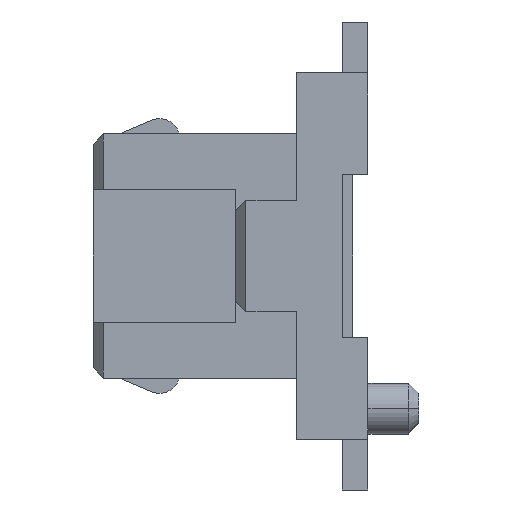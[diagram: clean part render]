
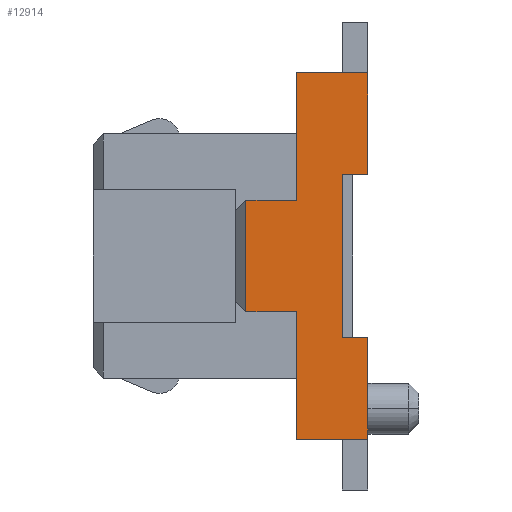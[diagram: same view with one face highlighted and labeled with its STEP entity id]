
A CAD part, left-side view. The second image highlights one B-rep face of the part: STEP entity #12914.
In plain terms, the highlighted planar face has unit normal (-1, 0, 0).
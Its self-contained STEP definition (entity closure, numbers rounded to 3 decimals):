
#272=DIRECTION('',(0.,0.,1.));
#273=VECTOR('',#272,0.3);
#274=CARTESIAN_POINT('',(-4.8,0.,-1.8));
#275=LINE('82880',#274,#273);
#286=DIRECTION('',(0.,0.,1.));
#287=VECTOR('',#286,0.7);
#288=CARTESIAN_POINT('',(-4.8,0.,-1.5));
#289=LINE('82997',#288,#287);
#294=DIRECTION('',(0.,0.,1.));
#295=VECTOR('',#294,1.);
#296=CARTESIAN_POINT('',(-4.8,0.,0.8));
#297=LINE('82998',#296,#295);
#2782=DIRECTION('',(0.,1.,0.));
#2783=VECTOR('',#2782,0.7);
#2784=CARTESIAN_POINT('',(-4.8,0.,1.8));
#2785=LINE('158',#2784,#2783);
#3146=DIRECTION('',(0.,0.,1.));
#3147=VECTOR('',#3146,1.6);
#3148=CARTESIAN_POINT('',(-4.8,0.25,-0.8));
#3149=LINE('82973',#3148,#3147);
#3150=DIRECTION('',(0.,1.,0.));
#3151=VECTOR('',#3150,0.25);
#3152=CARTESIAN_POINT('',(-4.8,0.,-0.8));
#3153=LINE('82974',#3152,#3151);
#3154=DIRECTION('',(0.,1.,0.));
#3155=VECTOR('',#3154,0.7);
#3156=CARTESIAN_POINT('',(-4.8,0.,-1.8));
#3157=LINE('157',#3156,#3155);
#3158=DIRECTION('',(0.,0.,1.));
#3159=VECTOR('',#3158,1.25);
#3160=CARTESIAN_POINT('',(-4.8,0.7,-1.8));
#3161=LINE('145',#3160,#3159);
#3162=DIRECTION('',(0.,-1.,0.));
#3163=VECTOR('',#3162,0.5);
#3164=CARTESIAN_POINT('',(-4.8,1.2,-0.55));
#3165=LINE('816',#3164,#3163);
#3166=DIRECTION('',(0.,0.,-1.));
#3167=VECTOR('',#3166,1.1);
#3168=CARTESIAN_POINT('',(-4.8,1.2,0.55));
#3169=LINE('793',#3168,#3167);
#3170=DIRECTION('',(0.,-1.,0.));
#3171=VECTOR('',#3170,0.5);
#3172=CARTESIAN_POINT('',(-4.8,1.2,0.55));
#3173=LINE('817',#3172,#3171);
#3174=DIRECTION('',(0.,0.,1.));
#3175=VECTOR('',#3174,1.25);
#3176=CARTESIAN_POINT('',(-4.8,0.7,0.55));
#3177=LINE('146',#3176,#3175);
#3178=DIRECTION('',(0.,1.,0.));
#3179=VECTOR('',#3178,0.25);
#3180=CARTESIAN_POINT('',(-4.8,0.,0.8));
#3181=LINE('82975',#3180,#3179);
#8050=CARTESIAN_POINT('',(-4.8,0.7,-1.8));
#8051=CARTESIAN_POINT('',(-4.8,0.7,-0.55));
#8052=VERTEX_POINT('',#8050);
#8053=VERTEX_POINT('',#8051);
#8054=CARTESIAN_POINT('',(-4.8,0.7,0.55));
#8055=CARTESIAN_POINT('',(-4.8,0.7,1.8));
#8056=VERTEX_POINT('',#8054);
#8057=VERTEX_POINT('',#8055);
#8066=CARTESIAN_POINT('',(-4.8,0.,-1.8));
#8067=VERTEX_POINT('',#8066);
#8068=CARTESIAN_POINT('',(-4.8,0.,1.8));
#8069=VERTEX_POINT('',#8068);
#8267=CARTESIAN_POINT('',(-4.8,1.2,0.55));
#8269=VERTEX_POINT('',#8267);
#8276=CARTESIAN_POINT('',(-4.8,1.2,-0.55));
#8277=VERTEX_POINT('',#8276);
#10463=CARTESIAN_POINT('',(-4.8,0.,-1.5));
#10465=VERTEX_POINT('',#10463);
#10490=CARTESIAN_POINT('',(-4.8,0.,-0.8));
#10492=VERTEX_POINT('',#10490);
#10494=CARTESIAN_POINT('',(-4.8,0.,0.8));
#10496=VERTEX_POINT('',#10494);
#10498=CARTESIAN_POINT('',(-4.8,0.25,-0.8));
#10499=CARTESIAN_POINT('',(-4.8,0.25,0.8));
#10500=VERTEX_POINT('',#10498);
#10501=VERTEX_POINT('',#10499);
#12890=CARTESIAN_POINT('',(-4.8,0.,-1.8));
#12891=DIRECTION('',(-1.,0.,0.));
#12892=DIRECTION('',(0.,0.,1.));
#12893=AXIS2_PLACEMENT_3D('',#12890,#12891,#12892);
#12894=PLANE('52',#12893);
#12895=ORIENTED_EDGE('82973',*,*,#10736,.F.);
#12896=ORIENTED_EDGE('82974',*,*,#12880,.F.);
#12897=ORIENTED_EDGE('82997',*,*,#10633,.F.);
#12898=ORIENTED_EDGE('82880',*,*,#10627,.F.);
#12899=ORIENTED_EDGE('157',*,*,#11960,.T.);
#12900=ORIENTED_EDGE('145',*,*,#12510,.T.);
#12902=ORIENTED_EDGE('816',*,*,#12901,.F.);
#12904=ORIENTED_EDGE('793',*,*,#12903,.F.);
#12906=ORIENTED_EDGE('817',*,*,#12905,.T.);
#12907=ORIENTED_EDGE('146',*,*,#12487,.T.);
#12908=ORIENTED_EDGE('158',*,*,#12674,.F.);
#12909=ORIENTED_EDGE('82998',*,*,#10645,.F.);
#12911=ORIENTED_EDGE('82975',*,*,#12910,.T.);
#12912=EDGE_LOOP('52',(#12895,#12896,#12897,#12898,#12899,#12900,#12902,#12904,
#12906,#12907,#12908,#12909,#12911));
#12913=FACE_OUTER_BOUND('52',#12912,.F.);
#10627=EDGE_CURVE('82880',#8067,#10465,#275,.T.);
#10633=EDGE_CURVE('82997',#10465,#10492,#289,.T.);
#10645=EDGE_CURVE('82998',#10496,#8069,#297,.T.);
#10736=EDGE_CURVE('82973',#10500,#10501,#3149,.T.);
#11960=EDGE_CURVE('157',#8067,#8052,#3157,.T.);
#12487=EDGE_CURVE('146',#8056,#8057,#3177,.T.);
#12510=EDGE_CURVE('145',#8052,#8053,#3161,.T.);
#12674=EDGE_CURVE('158',#8069,#8057,#2785,.T.);
#12880=EDGE_CURVE('82974',#10492,#10500,#3153,.T.);
#12901=EDGE_CURVE('816',#8277,#8053,#3165,.T.);
#12903=EDGE_CURVE('793',#8269,#8277,#3169,.T.);
#12905=EDGE_CURVE('817',#8269,#8056,#3173,.T.);
#12910=EDGE_CURVE('82975',#10496,#10501,#3181,.T.);
#12914=ADVANCED_FACE('52',(#12913),#12894,.T.);
